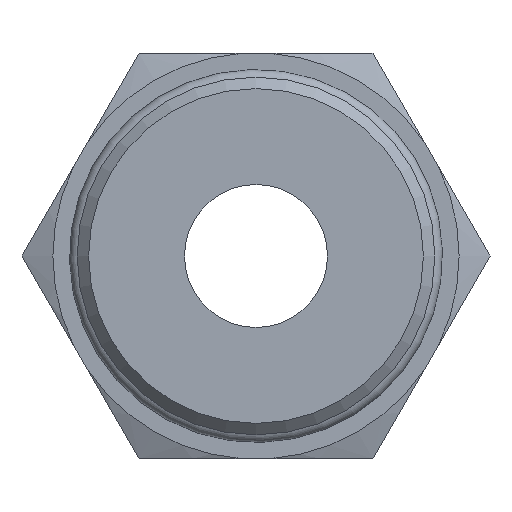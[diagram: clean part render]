
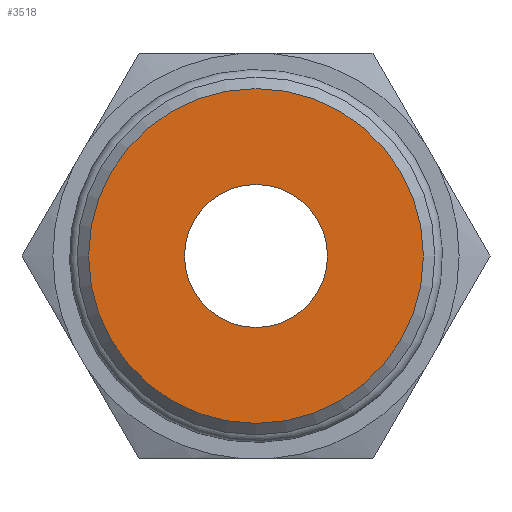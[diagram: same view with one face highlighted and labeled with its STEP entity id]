
A CAD part, left-side view. The second image highlights one B-rep face of the part: STEP entity #3518.
In plain terms, the highlighted planar face has unit normal (-1, 0, 0).
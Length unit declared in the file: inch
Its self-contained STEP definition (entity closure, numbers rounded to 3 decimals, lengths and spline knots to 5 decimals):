
#3207=CARTESIAN_POINT('',(-0.728,-0.375,0.));
#3208=VERTEX_POINT('',#3207);
#3209=CARTESIAN_POINT('',(-0.728,0.,0.));
#3210=DIRECTION('',(1.0,0.0,0.0));
#3211=DIRECTION('',(0.0,-1.0,0.0));
#3212=AXIS2_PLACEMENT_3D('',#3209,#3210,#3211);
#3213=CIRCLE('',#3212,0.375);
#3214=EDGE_CURVE('',#3208,#3208,#3213,.T.);
#3492=CARTESIAN_POINT('',(-0.728,0.,0.8775));
#3493=VERTEX_POINT('',#3492);
#3494=CARTESIAN_POINT('',(-0.728,0.,0.));
#3495=DIRECTION('',(1.0,0.0,0.0));
#3496=DIRECTION('',(0.0,0.0,-1.0));
#3497=AXIS2_PLACEMENT_3D('',#3494,#3495,#3496);
#3498=CIRCLE('',#3497,0.8775);
#3499=EDGE_CURVE('',#3493,#3493,#3498,.T.);
#3507=CARTESIAN_POINT('',(-0.728,0.,0.));
#3508=DIRECTION('',(1.0,0.0,0.0));
#3509=DIRECTION('',(0.0,0.0,-1.0));
#3510=AXIS2_PLACEMENT_3D('',#3507,#3508,#3509);
#3511=PLANE('',#3510);
#3512=ORIENTED_EDGE('',*,*,#3499,.F.);
#3513=EDGE_LOOP('',(#3512));
#3514=FACE_OUTER_BOUND('',#3513,.T.);
#3515=ORIENTED_EDGE('',*,*,#3214,.T.);
#3516=EDGE_LOOP('',(#3515));
#3517=FACE_BOUND('',#3516,.T.);
#3518=ADVANCED_FACE('',(#3514,#3517),#3511,.F.);
